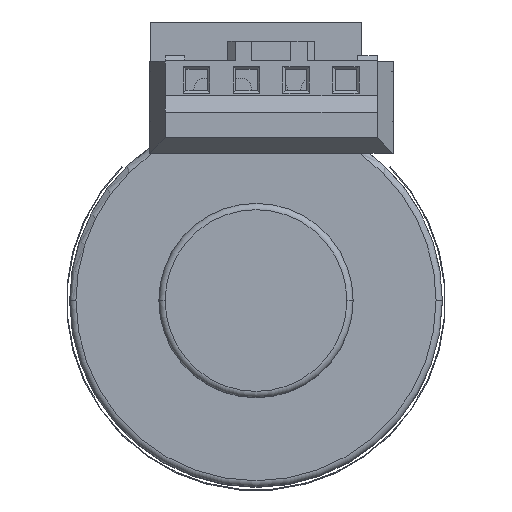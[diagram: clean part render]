
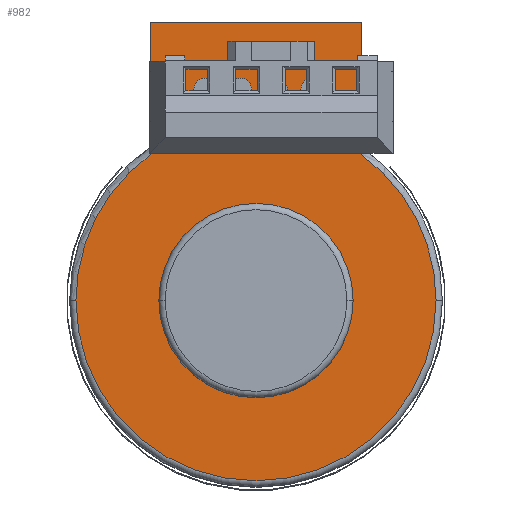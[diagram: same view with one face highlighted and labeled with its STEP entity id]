
A CAD part, top view. The second image highlights one B-rep face of the part: STEP entity #982.
In plain terms, the highlighted planar face has unit normal (0, 0, 1).
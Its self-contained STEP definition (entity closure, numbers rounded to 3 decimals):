
#3 = DIRECTION ( 'NONE',  ( 1., 0., 0. ) ) ;
#36 = CIRCLE ( 'NONE', #5523, 0.445 ) ;
#60 = DIRECTION ( 'NONE',  ( 0., 0., 1. ) ) ;
#155 = VERTEX_POINT ( 'NONE', #7814 ) ;
#326 = ORIENTED_EDGE ( 'NONE', *, *, #2988, .T. ) ;
#396 = CIRCLE ( 'NONE', #3325, 7.246 ) ;
#421 = CARTESIAN_POINT ( 'NONE',  ( 1.805, 8.438, 11. ) ) ;
#482 = FACE_BOUND ( 'NONE', #906, .T. ) ;
#729 = VERTEX_POINT ( 'NONE', #2322 ) ;
#840 = CARTESIAN_POINT ( 'NONE',  ( 1.259, 8.438, 11. ) ) ;
#856 = EDGE_CURVE ( 'NONE', #729, #1232, #1819, .T. ) ;
#906 = EDGE_LOOP ( 'NONE', ( #5222, #2688 ) ) ;
#936 = EDGE_CURVE ( 'NONE', #4392, #1582, #36, .T. ) ;
#982 = ADVANCED_FACE ( 'NONE', ( #6811, #10097, #482, #6931, #7840, #2733 ), #6009, .T. ) ;
#1013 = AXIS2_PLACEMENT_3D ( 'NONE', #7449, #3527, #2511 ) ;
#1062 = ORIENTED_EDGE ( 'NONE', *, *, #6834, .F. ) ;
#1095 = DIRECTION ( 'NONE',  ( 0., 0., 1. ) ) ;
#1127 = CARTESIAN_POINT ( 'NONE',  ( 0., 0., 11. ) ) ;
#1177 = CARTESIAN_POINT ( 'NONE',  ( 0., 0., 11. ) ) ;
#1212 = VERTEX_POINT ( 'NONE', #9898 ) ;
#1232 = VERTEX_POINT ( 'NONE', #8337 ) ;
#1276 = AXIS2_PLACEMENT_3D ( 'NONE', #2917, #7750, #3617 ) ;
#1416 = VECTOR ( 'NONE', #3, 1000. ) ;
#1450 = EDGE_LOOP ( 'NONE', ( #3003, #1778 ) ) ;
#1470 = VERTEX_POINT ( 'NONE', #8528 ) ;
#1500 = DIRECTION ( 'NONE',  ( 1., 0., 0. ) ) ;
#1539 = AXIS2_PLACEMENT_3D ( 'NONE', #2311, #8861, #1500 ) ;
#1545 = AXIS2_PLACEMENT_3D ( 'NONE', #1955, #1095, #7578 ) ;
#1582 = VERTEX_POINT ( 'NONE', #7124 ) ;
#1610 = CIRCLE ( 'NONE', #2293, 0.445 ) ;
#1710 = CARTESIAN_POINT ( 'NONE',  ( 3.91, 0., 11. ) ) ;
#1778 = ORIENTED_EDGE ( 'NONE', *, *, #3486, .F. ) ;
#1819 = LINE ( 'NONE', #9028, #1416 ) ;
#1899 = EDGE_CURVE ( 'NONE', #7497, #8164, #9139, .T. ) ;
#1936 = DIRECTION ( 'NONE',  ( 0., 0., 1. ) ) ;
#1941 = VERTEX_POINT ( 'NONE', #2865 ) ;
#1955 = CARTESIAN_POINT ( 'NONE',  ( -2.056, 8.438, 11. ) ) ;
#1987 = EDGE_CURVE ( 'NONE', #1582, #4392, #1610, .T. ) ;
#2293 = AXIS2_PLACEMENT_3D ( 'NONE', #6359, #8570, #3242 ) ;
#2311 = CARTESIAN_POINT ( 'NONE',  ( 0., 0., 11. ) ) ;
#2322 = CARTESIAN_POINT ( 'NONE',  ( -4.26, 11.211, 11. ) ) ;
#2388 = VECTOR ( 'NONE', #6369, 1000. ) ;
#2394 = CIRCLE ( 'NONE', #1013, 0.445 ) ;
#2511 = DIRECTION ( 'NONE',  ( 1., 0., 0. ) ) ;
#2688 = ORIENTED_EDGE ( 'NONE', *, *, #3089, .F. ) ;
#2733 = FACE_OUTER_BOUND ( 'NONE', #10243, .T. ) ;
#2790 = ORIENTED_EDGE ( 'NONE', *, *, #10524, .T. ) ;
#2792 = DIRECTION ( 'NONE',  ( 1., 0., 0. ) ) ;
#2832 = DIRECTION ( 'NONE',  ( 0., 0., 1. ) ) ;
#2865 = CARTESIAN_POINT ( 'NONE',  ( -7.246, 0., 11. ) ) ;
#2889 = DIRECTION ( 'NONE',  ( 0., 0., 1. ) ) ;
#2917 = CARTESIAN_POINT ( 'NONE',  ( -2.056, 8.438, 11. ) ) ;
#2974 = CARTESIAN_POINT ( 'NONE',  ( 0., 0., 11. ) ) ;
#2988 = EDGE_CURVE ( 'NONE', #1941, #1212, #8739, .T. ) ;
#2989 = LINE ( 'NONE', #5242, #4006 ) ;
#3003 = ORIENTED_EDGE ( 'NONE', *, *, #6845, .F. ) ;
#3089 = EDGE_CURVE ( 'NONE', #8355, #4731, #2394, .T. ) ;
#3188 = DIRECTION ( 'NONE',  ( 1., 0., 0. ) ) ;
#3218 = EDGE_CURVE ( 'NONE', #8164, #7497, #6666, .T. ) ;
#3242 = DIRECTION ( 'NONE',  ( 1., 0., 0. ) ) ;
#3314 = VERTEX_POINT ( 'NONE', #7939 ) ;
#3325 = AXIS2_PLACEMENT_3D ( 'NONE', #2974, #3994, #3188 ) ;
#3357 = EDGE_CURVE ( 'NONE', #4731, #8355, #3582, .T. ) ;
#3486 = EDGE_CURVE ( 'NONE', #3314, #7471, #4277, .T. ) ;
#3527 = DIRECTION ( 'NONE',  ( 0., 0., 1. ) ) ;
#3582 = CIRCLE ( 'NONE', #4960, 0.445 ) ;
#3617 = DIRECTION ( 'NONE',  ( 1., 0., 0. ) ) ;
#3645 = ORIENTED_EDGE ( 'NONE', *, *, #10185, .T. ) ;
#3994 = DIRECTION ( 'NONE',  ( 0., 0., 1. ) ) ;
#4006 = VECTOR ( 'NONE', #6853, 1000. ) ;
#4053 = CARTESIAN_POINT ( 'NONE',  ( -0.621, 8.438, 11. ) ) ;
#4277 = CIRCLE ( 'NONE', #1545, 0.445 ) ;
#4392 = VERTEX_POINT ( 'NONE', #421 ) ;
#4397 = EDGE_LOOP ( 'NONE', ( #4435, #4544 ) ) ;
#4435 = ORIENTED_EDGE ( 'NONE', *, *, #3218, .F. ) ;
#4443 = AXIS2_PLACEMENT_3D ( 'NONE', #10204, #2832, #7014 ) ;
#4452 = ORIENTED_EDGE ( 'NONE', *, *, #7107, .T. ) ;
#4455 = DIRECTION ( 'NONE',  ( 1., 0., 0. ) ) ;
#4485 = ORIENTED_EDGE ( 'NONE', *, *, #856, .F. ) ;
#4544 = ORIENTED_EDGE ( 'NONE', *, *, #1899, .F. ) ;
#4731 = VERTEX_POINT ( 'NONE', #8676 ) ;
#4905 = CARTESIAN_POINT ( 'NONE',  ( -0.176, 8.438, 11. ) ) ;
#4960 = AXIS2_PLACEMENT_3D ( 'NONE', #4053, #10367, #8943 ) ;
#5008 = AXIS2_PLACEMENT_3D ( 'NONE', #8655, #2889, #2792 ) ;
#5222 = ORIENTED_EDGE ( 'NONE', *, *, #3357, .F. ) ;
#5242 = CARTESIAN_POINT ( 'NONE',  ( -4.26, -500000., 11. ) ) ;
#5469 = CIRCLE ( 'NONE', #5628, 3.91 ) ;
#5523 = AXIS2_PLACEMENT_3D ( 'NONE', #6602, #60, #8980 ) ;
#5628 = AXIS2_PLACEMENT_3D ( 'NONE', #1177, #9397, #6175 ) ;
#5719 = CIRCLE ( 'NONE', #5889, 3.91 ) ;
#5889 = AXIS2_PLACEMENT_3D ( 'NONE', #7642, #10123, #9420 ) ;
#6002 = EDGE_LOOP ( 'NONE', ( #1062, #10214 ) ) ;
#6009 = PLANE ( 'NONE',  #5008 ) ;
#6175 = DIRECTION ( 'NONE',  ( 1., 0., 0. ) ) ;
#6260 = DIRECTION ( 'NONE',  ( 0., 0., 1. ) ) ;
#6359 = CARTESIAN_POINT ( 'NONE',  ( 2.249, 8.438, 11. ) ) ;
#6369 = DIRECTION ( 'NONE',  ( 0., 1., 0. ) ) ;
#6489 = EDGE_CURVE ( 'NONE', #9388, #729, #2989, .T. ) ;
#6589 = CARTESIAN_POINT ( 'NONE',  ( -2.5, 8.438, 11. ) ) ;
#6602 = CARTESIAN_POINT ( 'NONE',  ( 2.249, 8.438, 11. ) ) ;
#6666 = CIRCLE ( 'NONE', #4443, 0.445 ) ;
#6811 = FACE_BOUND ( 'NONE', #4397, .T. ) ;
#6834 = EDGE_CURVE ( 'NONE', #155, #8650, #5719, .T. ) ;
#6845 = EDGE_CURVE ( 'NONE', #7471, #3314, #7605, .T. ) ;
#6853 = DIRECTION ( 'NONE',  ( 0., 1., 0. ) ) ;
#6931 = FACE_BOUND ( 'NONE', #8166, .T. ) ;
#7014 = DIRECTION ( 'NONE',  ( 1., 0., 0. ) ) ;
#7107 = EDGE_CURVE ( 'NONE', #9388, #1941, #396, .T. ) ;
#7124 = CARTESIAN_POINT ( 'NONE',  ( 2.694, 8.438, 11. ) ) ;
#7449 = CARTESIAN_POINT ( 'NONE',  ( -0.621, 8.438, 11. ) ) ;
#7471 = VERTEX_POINT ( 'NONE', #6589 ) ;
#7497 = VERTEX_POINT ( 'NONE', #840 ) ;
#7578 = DIRECTION ( 'NONE',  ( 1., 0., 0. ) ) ;
#7605 = CIRCLE ( 'NONE', #1276, 0.445 ) ;
#7642 = CARTESIAN_POINT ( 'NONE',  ( 0., 0., 11. ) ) ;
#7688 = ORIENTED_EDGE ( 'NONE', *, *, #6489, .F. ) ;
#7691 = AXIS2_PLACEMENT_3D ( 'NONE', #1127, #1936, #4455 ) ;
#7750 = DIRECTION ( 'NONE',  ( 0., 0., 1. ) ) ;
#7814 = CARTESIAN_POINT ( 'NONE',  ( -3.91, 0., 11. ) ) ;
#7840 = FACE_BOUND ( 'NONE', #6002, .T. ) ;
#7923 = CARTESIAN_POINT ( 'NONE',  ( -4.26, 5.862, 11. ) ) ;
#7939 = CARTESIAN_POINT ( 'NONE',  ( -1.611, 8.438, 11. ) ) ;
#7991 = CARTESIAN_POINT ( 'NONE',  ( 4.249, -500000., 11. ) ) ;
#8086 = ORIENTED_EDGE ( 'NONE', *, *, #936, .F. ) ;
#8164 = VERTEX_POINT ( 'NONE', #9701 ) ;
#8166 = EDGE_LOOP ( 'NONE', ( #8086, #8265 ) ) ;
#8265 = ORIENTED_EDGE ( 'NONE', *, *, #1987, .F. ) ;
#8337 = CARTESIAN_POINT ( 'NONE',  ( 4.249, 11.211, 11. ) ) ;
#8355 = VERTEX_POINT ( 'NONE', #4905 ) ;
#8528 = CARTESIAN_POINT ( 'NONE',  ( 4.249, 5.869, 11. ) ) ;
#8570 = DIRECTION ( 'NONE',  ( 0., 0., 1. ) ) ;
#8650 = VERTEX_POINT ( 'NONE', #1710 ) ;
#8655 = CARTESIAN_POINT ( 'NONE',  ( 7.5, 0., 11. ) ) ;
#8676 = CARTESIAN_POINT ( 'NONE',  ( -1.065, 8.438, 11. ) ) ;
#8730 = DIRECTION ( 'NONE',  ( 1., 0., 0. ) ) ;
#8739 = CIRCLE ( 'NONE', #1539, 7.246 ) ;
#8861 = DIRECTION ( 'NONE',  ( 0., 0., 1. ) ) ;
#8943 = DIRECTION ( 'NONE',  ( 1., 0., 0. ) ) ;
#8980 = DIRECTION ( 'NONE',  ( 1., 0., 0. ) ) ;
#9028 = CARTESIAN_POINT ( 'NONE',  ( -4.26, 11.211, 11. ) ) ;
#9139 = CIRCLE ( 'NONE', #9846, 0.445 ) ;
#9388 = VERTEX_POINT ( 'NONE', #7923 ) ;
#9397 = DIRECTION ( 'NONE',  ( 0., 0., 1. ) ) ;
#9420 = DIRECTION ( 'NONE',  ( 1., 0., 0. ) ) ;
#9701 = CARTESIAN_POINT ( 'NONE',  ( 0.37, 8.438, 11. ) ) ;
#9712 = LINE ( 'NONE', #7991, #2388 ) ;
#9757 = CIRCLE ( 'NONE', #7691, 7.246 ) ;
#9846 = AXIS2_PLACEMENT_3D ( 'NONE', #10351, #6260, #8730 ) ;
#9898 = CARTESIAN_POINT ( 'NONE',  ( 7.246, 0., 11. ) ) ;
#10097 = FACE_BOUND ( 'NONE', #1450, .T. ) ;
#10123 = DIRECTION ( 'NONE',  ( 0., 0., 1. ) ) ;
#10135 = EDGE_CURVE ( 'NONE', #8650, #155, #5469, .T. ) ;
#10185 = EDGE_CURVE ( 'NONE', #1212, #1470, #9757, .T. ) ;
#10204 = CARTESIAN_POINT ( 'NONE',  ( 0.814, 8.438, 11. ) ) ;
#10214 = ORIENTED_EDGE ( 'NONE', *, *, #10135, .F. ) ;
#10243 = EDGE_LOOP ( 'NONE', ( #7688, #4452, #326, #3645, #2790, #4485 ) ) ;
#10351 = CARTESIAN_POINT ( 'NONE',  ( 0.814, 8.438, 11. ) ) ;
#10367 = DIRECTION ( 'NONE',  ( 0., 0., 1. ) ) ;
#10524 = EDGE_CURVE ( 'NONE', #1470, #1232, #9712, .T. ) ;
